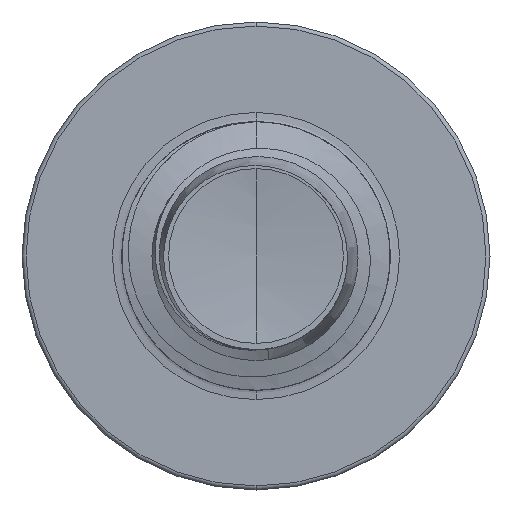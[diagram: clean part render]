
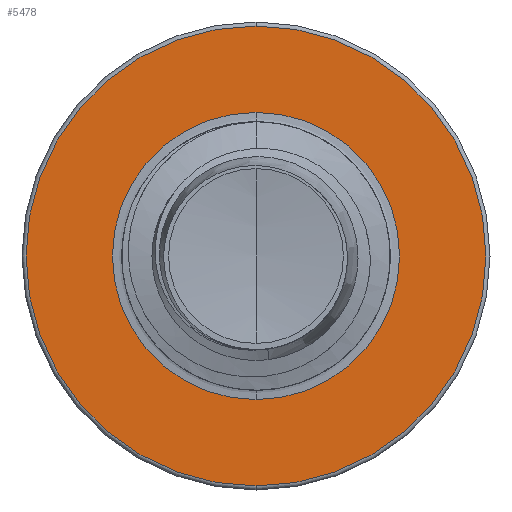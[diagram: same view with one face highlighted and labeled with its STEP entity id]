
A CAD part, front view. The second image highlights one B-rep face of the part: STEP entity #5478.
In plain terms, the highlighted planar face has unit normal (0, -1, 0).
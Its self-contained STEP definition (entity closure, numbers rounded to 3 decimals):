
#39 = ORIENTED_EDGE ( 'NONE', *, *, #2803, .T. ) ;
#553 = AXIS2_PLACEMENT_3D ( 'NONE', #1674, #17586, #7048 ) ;
#892 = DIRECTION ( 'NONE',  ( 0., 0., 1. ) ) ;
#1521 = CIRCLE ( 'NONE', #14263, 1.872 ) ;
#1674 = CARTESIAN_POINT ( 'NONE',  ( 0., 8.5, -1.872 ) ) ;
#2374 = AXIS2_PLACEMENT_3D ( 'NONE', #21865, #11600, #892 ) ;
#2612 = FACE_OUTER_BOUND ( 'NONE', #21863, .T. ) ;
#2803 = EDGE_CURVE ( 'NONE', #21624, #3566, #1521, .T. ) ;
#3566 = VERTEX_POINT ( 'NONE', #8167 ) ;
#3774 = CARTESIAN_POINT ( 'NONE',  ( 0., 8.5, -2.997 ) ) ;
#4028 = EDGE_CURVE ( 'NONE', #12126, #18243, #16507, .T. ) ;
#5181 = PLANE ( 'NONE',  #553 ) ;
#5425 = DIRECTION ( 'NONE',  ( 0., 1., 0. ) ) ;
#5478 = ADVANCED_FACE ( 'NONE', ( #2612, #6783 ), #5181, .F. ) ;
#6482 = CIRCLE ( 'NONE', #16339, 1.872 ) ;
#6783 = FACE_BOUND ( 'NONE', #13882, .T. ) ;
#6931 = DIRECTION ( 'NONE',  ( 0., 1., 0. ) ) ;
#7048 = DIRECTION ( 'NONE',  ( 0., 0., 1. ) ) ;
#7507 = ORIENTED_EDGE ( 'NONE', *, *, #18246, .T. ) ;
#7880 = DIRECTION ( 'NONE',  ( 0., 1., 0. ) ) ;
#8167 = CARTESIAN_POINT ( 'NONE',  ( 0., 8.5, -1.872 ) ) ;
#11600 = DIRECTION ( 'NONE',  ( 0., 1., 0. ) ) ;
#12126 = VERTEX_POINT ( 'NONE', #3774 ) ;
#12206 = AXIS2_PLACEMENT_3D ( 'NONE', #16109, #5425, #17812 ) ;
#13882 = EDGE_LOOP ( 'NONE', ( #39, #7507 ) ) ;
#14055 = CARTESIAN_POINT ( 'NONE',  ( 0., 8.5, 2.998 ) ) ;
#14263 = AXIS2_PLACEMENT_3D ( 'NONE', #18345, #7880, #20024 ) ;
#16109 = CARTESIAN_POINT ( 'NONE',  ( 0., 8.5, 0. ) ) ;
#16188 = CIRCLE ( 'NONE', #2374, 2.998 ) ;
#16339 = AXIS2_PLACEMENT_3D ( 'NONE', #17480, #6931, #19147 ) ;
#16507 = CIRCLE ( 'NONE', #12206, 2.998 ) ;
#16595 = ORIENTED_EDGE ( 'NONE', *, *, #19479, .F. ) ;
#17480 = CARTESIAN_POINT ( 'NONE',  ( 0., 8.5, 0. ) ) ;
#17586 = DIRECTION ( 'NONE',  ( 0., 1., 0. ) ) ;
#17812 = DIRECTION ( 'NONE',  ( 0., 0., 1. ) ) ;
#18243 = VERTEX_POINT ( 'NONE', #14055 ) ;
#18246 = EDGE_CURVE ( 'NONE', #3566, #21624, #6482, .T. ) ;
#18345 = CARTESIAN_POINT ( 'NONE',  ( 0., 8.5, 0. ) ) ;
#19147 = DIRECTION ( 'NONE',  ( 0., 0., 1. ) ) ;
#19479 = EDGE_CURVE ( 'NONE', #18243, #12126, #16188, .T. ) ;
#20024 = DIRECTION ( 'NONE',  ( 0., 0., 1. ) ) ;
#21624 = VERTEX_POINT ( 'NONE', #22045 ) ;
#21863 = EDGE_LOOP ( 'NONE', ( #16595, #22156 ) ) ;
#21865 = CARTESIAN_POINT ( 'NONE',  ( 0., 8.5, 0. ) ) ;
#22045 = CARTESIAN_POINT ( 'NONE',  ( 0., 8.5, 1.872 ) ) ;
#22156 = ORIENTED_EDGE ( 'NONE', *, *, #4028, .F. ) ;
